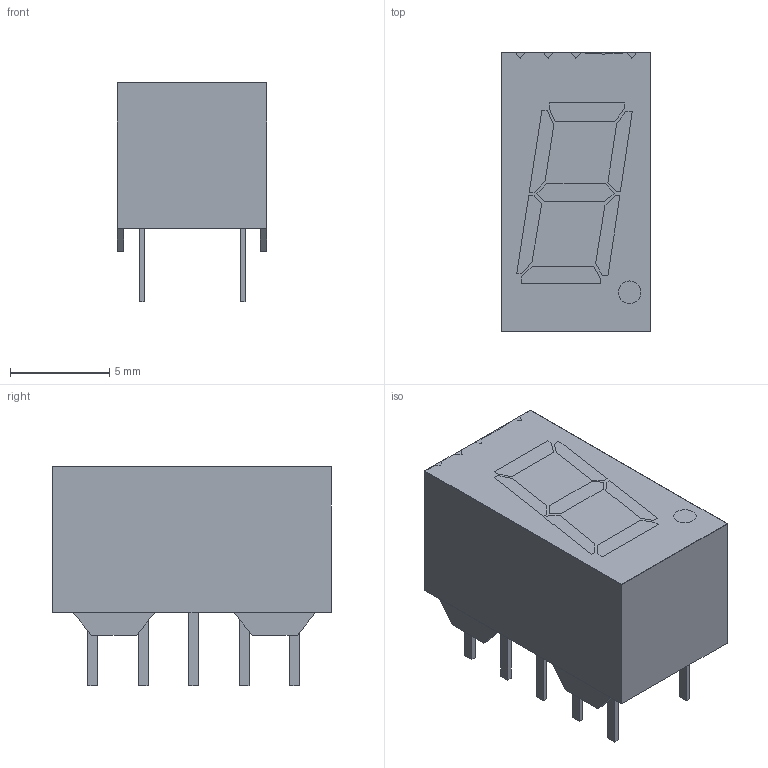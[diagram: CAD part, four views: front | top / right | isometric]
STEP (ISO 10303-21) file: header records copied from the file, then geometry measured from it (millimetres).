
FILE_DESCRIPTION (( 'STEP AP214' ), '1' );
FILE_NAME ('User Library-SC36-11-1.STEP', '2022-03-25T09:51:27', ( '' ), ( '' ), 'SwSTEP 2.0', 'SolidWorks 2021', '' );
FILE_SCHEMA (( 'AUTOMOTIVE_DESIGN' ));
Length unit declared in the file: millimetre
Products named in the file (5): body001; legs001; face001; User Library-SC36-11-1; digit001
Assembly tree (4 placements, depth 2):
  User Library-SC36-11-1
    legs001
    digit001
    body001
    face001
Bounding box: 7.5 x 14 x 11.06 mm (x, y, z)
Volume: 5.5 mm3; surface area: 670.2 mm2
Topology: 10 solids, 24 shells, 183 faces, 441 edges, 294 vertices
Faces by surface type: plane 183
Entity records: 7407 total; most frequent: CARTESIAN_POINT 926, DIRECTION 823, ORIENTED_EDGE 787, LINE 441, EDGE_CURVE 441, VECTOR 441, VERTEX_POINT 294, UNCERTAINTY_MEASURE_WITH_UNIT 205
